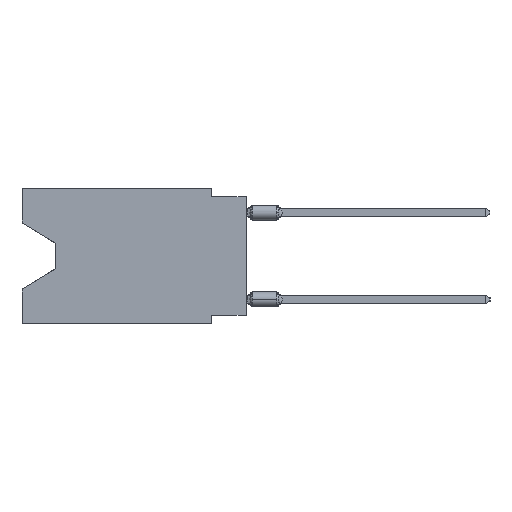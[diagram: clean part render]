
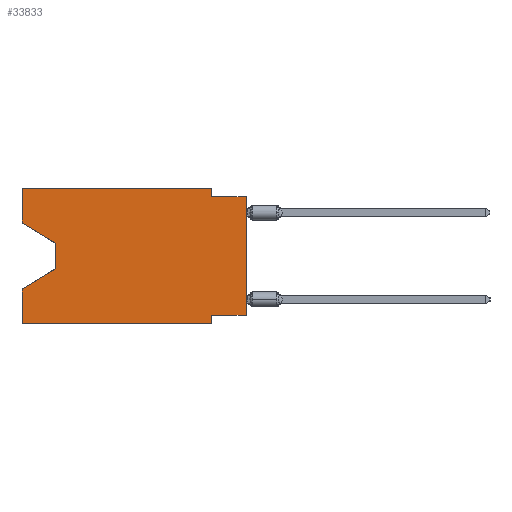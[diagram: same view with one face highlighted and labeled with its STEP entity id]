
A CAD part, left-side view. The second image highlights one B-rep face of the part: STEP entity #33833.
In plain terms, the highlighted planar face has unit normal (-1, 0, 0).
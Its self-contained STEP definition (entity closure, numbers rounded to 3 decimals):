
#143 = CARTESIAN_POINT ( 'NONE',  ( 0., 0., -9.271 ) ) ;
#2320 = VECTOR ( 'NONE', #38433, 1000. ) ;
#2472 = EDGE_LOOP ( 'NONE', ( #3894, #11483, #28640, #11656, #19711, #9825, #6148, #34878, #37937, #34144, #41827, #58796 ) ) ;
#3046 = CARTESIAN_POINT ( 'NONE',  ( 0., 0., -9.271 ) ) ;
#3195 = EDGE_CURVE ( 'NONE', #59077, #26200, #56940, .T. ) ;
#3894 = ORIENTED_EDGE ( 'NONE', *, *, #15468, .T. ) ;
#3946 = VECTOR ( 'NONE', #15047, 1000. ) ;
#3958 = DIRECTION ( 'NONE',  ( 0., 0., -1. ) ) ;
#4104 = DIRECTION ( 'NONE',  ( 0., 0., -1. ) ) ;
#4140 = LINE ( 'NONE', #14085, #58546 ) ;
#4673 = DIRECTION ( 'NONE',  ( 0., 0.855, -0.519 ) ) ;
#4793 = CARTESIAN_POINT ( 'NONE',  ( 0., 16.383, 0. ) ) ;
#4965 = CARTESIAN_POINT ( 'NONE',  ( 0., 2.54, 0. ) ) ;
#5292 = VECTOR ( 'NONE', #21379, 1000. ) ;
#5464 = CARTESIAN_POINT ( 'NONE',  ( 0., 16.383, -9.906 ) ) ;
#5794 = CARTESIAN_POINT ( 'NONE',  ( 0., 16.383, 0. ) ) ;
#5974 = VERTEX_POINT ( 'NONE', #11799 ) ;
#6148 = ORIENTED_EDGE ( 'NONE', *, *, #3195, .F. ) ;
#6716 = VERTEX_POINT ( 'NONE', #26710 ) ;
#6909 = AXIS2_PLACEMENT_3D ( 'NONE', #5794, #35303, #3958 ) ;
#8802 = VERTEX_POINT ( 'NONE', #4793 ) ;
#9237 = LINE ( 'NONE', #48046, #55688 ) ;
#9825 = ORIENTED_EDGE ( 'NONE', *, *, #31008, .F. ) ;
#10835 = VECTOR ( 'NONE', #34948, 1000. ) ;
#11038 = VECTOR ( 'NONE', #59522, 1000. ) ;
#11483 = ORIENTED_EDGE ( 'NONE', *, *, #47260, .T. ) ;
#11537 = EDGE_CURVE ( 'NONE', #8802, #62609, #46232, .T. ) ;
#11656 = ORIENTED_EDGE ( 'NONE', *, *, #33417, .F. ) ;
#11799 = CARTESIAN_POINT ( 'NONE',  ( 0., 0., -0.635 ) ) ;
#11911 = EDGE_CURVE ( 'NONE', #38305, #8802, #20547, .T. ) ;
#12446 = DIRECTION ( 'NONE',  ( 0., -1., 0. ) ) ;
#14085 = CARTESIAN_POINT ( 'NONE',  ( 0., 0., -0.635 ) ) ;
#15047 = DIRECTION ( 'NONE',  ( 0., -0.855, -0.519 ) ) ;
#15468 = EDGE_CURVE ( 'NONE', #38305, #6716, #45179, .T. ) ;
#19711 = ORIENTED_EDGE ( 'NONE', *, *, #20408, .T. ) ;
#20408 = EDGE_CURVE ( 'NONE', #60047, #62040, #47713, .T. ) ;
#20547 = LINE ( 'NONE', #40077, #10835 ) ;
#21069 = EDGE_CURVE ( 'NONE', #62609, #35989, #53707, .T. ) ;
#21379 = DIRECTION ( 'NONE',  ( 0., 0., 1. ) ) ;
#24208 = CARTESIAN_POINT ( 'NONE',  ( 0., 16.383, -2.546 ) ) ;
#25299 = LINE ( 'NONE', #29128, #2320 ) ;
#26200 = VERTEX_POINT ( 'NONE', #48218 ) ;
#26710 = CARTESIAN_POINT ( 'NONE',  ( 0., 13.97, -4.013 ) ) ;
#26954 = VECTOR ( 'NONE', #44082, 1000. ) ;
#28216 = VECTOR ( 'NONE', #61619, 1000. ) ;
#28439 = EDGE_CURVE ( 'NONE', #59077, #5974, #40605, .T. ) ;
#28640 = ORIENTED_EDGE ( 'NONE', *, *, #30373, .T. ) ;
#29128 = CARTESIAN_POINT ( 'NONE',  ( 0., 13.97, -4.013 ) ) ;
#29165 = CARTESIAN_POINT ( 'NONE',  ( 0., 2.54, -9.906 ) ) ;
#30373 = EDGE_CURVE ( 'NONE', #42621, #38724, #48601, .T. ) ;
#31008 = EDGE_CURVE ( 'NONE', #26200, #62040, #9237, .T. ) ;
#31564 = LINE ( 'NONE', #55632, #11038 ) ;
#33417 = EDGE_CURVE ( 'NONE', #60047, #38724, #31564, .T. ) ;
#33833 = ADVANCED_FACE ( 'NONE', ( #47900 ), #59368, .F. ) ;
#34044 = CARTESIAN_POINT ( 'NONE',  ( 0., 16.383, -7.36 ) ) ;
#34144 = ORIENTED_EDGE ( 'NONE', *, *, #21069, .F. ) ;
#34862 = CARTESIAN_POINT ( 'NONE',  ( 0., 2.54, 0. ) ) ;
#34878 = ORIENTED_EDGE ( 'NONE', *, *, #28439, .T. ) ;
#34948 = DIRECTION ( 'NONE',  ( 0., 0., 1. ) ) ;
#35303 = DIRECTION ( 'NONE',  ( 1., 0., 0. ) ) ;
#35989 = VERTEX_POINT ( 'NONE', #42791 ) ;
#37937 = ORIENTED_EDGE ( 'NONE', *, *, #44331, .F. ) ;
#38305 = VERTEX_POINT ( 'NONE', #24208 ) ;
#38433 = DIRECTION ( 'NONE',  ( 0., 0., -1. ) ) ;
#38724 = VERTEX_POINT ( 'NONE', #34044 ) ;
#40077 = CARTESIAN_POINT ( 'NONE',  ( 0., 16.383, 0. ) ) ;
#40605 = LINE ( 'NONE', #50844, #5292 ) ;
#41827 = ORIENTED_EDGE ( 'NONE', *, *, #11537, .F. ) ;
#42621 = VERTEX_POINT ( 'NONE', #59488 ) ;
#42791 = CARTESIAN_POINT ( 'NONE',  ( 0., 2.54, -0.635 ) ) ;
#43792 = CARTESIAN_POINT ( 'NONE',  ( 0., 13.97, -5.893 ) ) ;
#43904 = DIRECTION ( 'NONE',  ( 0., -1., 0. ) ) ;
#44082 = DIRECTION ( 'NONE',  ( 0., 0., -1. ) ) ;
#44331 = EDGE_CURVE ( 'NONE', #35989, #5974, #4140, .T. ) ;
#44544 = CARTESIAN_POINT ( 'NONE',  ( 0., 16.383, -2.546 ) ) ;
#45179 = LINE ( 'NONE', #44544, #3946 ) ;
#46232 = LINE ( 'NONE', #56480, #28216 ) ;
#46454 = VECTOR ( 'NONE', #4673, 1000. ) ;
#47260 = EDGE_CURVE ( 'NONE', #6716, #42621, #25299, .T. ) ;
#47713 = LINE ( 'NONE', #57331, #51479 ) ;
#47900 = FACE_OUTER_BOUND ( 'NONE', #2472, .T. ) ;
#48046 = CARTESIAN_POINT ( 'NONE',  ( 0., 2.54, -9.906 ) ) ;
#48218 = CARTESIAN_POINT ( 'NONE',  ( 0., 2.54, -9.271 ) ) ;
#48601 = LINE ( 'NONE', #43792, #46454 ) ;
#50844 = CARTESIAN_POINT ( 'NONE',  ( 0., 0., 0. ) ) ;
#51479 = VECTOR ( 'NONE', #12446, 1000. ) ;
#52107 = DIRECTION ( 'NONE',  ( 0., 1., 0. ) ) ;
#53707 = LINE ( 'NONE', #4965, #26954 ) ;
#55632 = CARTESIAN_POINT ( 'NONE',  ( 0., 16.383, 0. ) ) ;
#55688 = VECTOR ( 'NONE', #4104, 1000. ) ;
#56480 = CARTESIAN_POINT ( 'NONE',  ( 0., 16.383, 0. ) ) ;
#56940 = LINE ( 'NONE', #3046, #58426 ) ;
#57331 = CARTESIAN_POINT ( 'NONE',  ( 0., 16.383, -9.906 ) ) ;
#58426 = VECTOR ( 'NONE', #52107, 1000. ) ;
#58546 = VECTOR ( 'NONE', #43904, 1000. ) ;
#58796 = ORIENTED_EDGE ( 'NONE', *, *, #11911, .F. ) ;
#59077 = VERTEX_POINT ( 'NONE', #143 ) ;
#59368 = PLANE ( 'NONE',  #6909 ) ;
#59488 = CARTESIAN_POINT ( 'NONE',  ( 0., 13.97, -5.893 ) ) ;
#59522 = DIRECTION ( 'NONE',  ( 0., 0., 1. ) ) ;
#60047 = VERTEX_POINT ( 'NONE', #5464 ) ;
#61619 = DIRECTION ( 'NONE',  ( 0., -1., 0. ) ) ;
#62040 = VERTEX_POINT ( 'NONE', #29165 ) ;
#62609 = VERTEX_POINT ( 'NONE', #34862 ) ;
